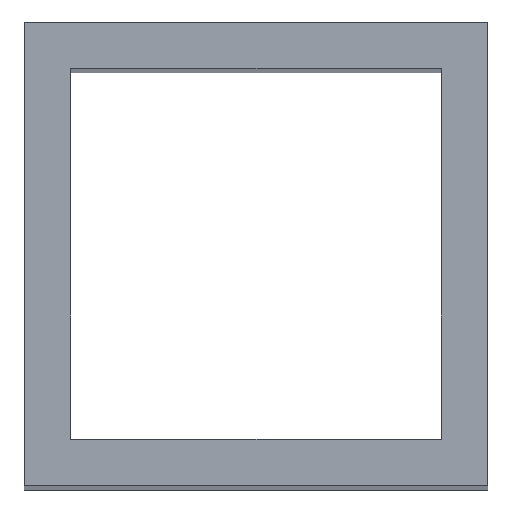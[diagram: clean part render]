
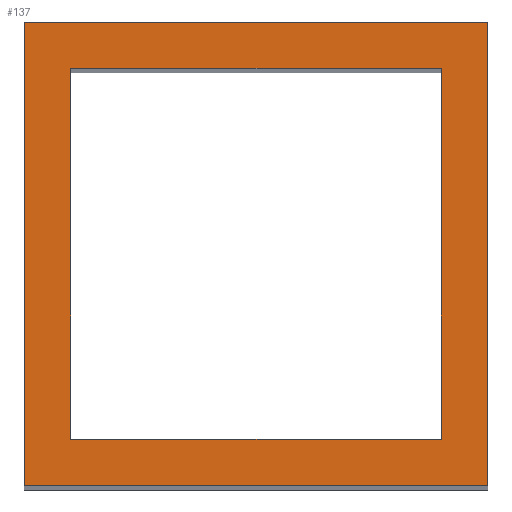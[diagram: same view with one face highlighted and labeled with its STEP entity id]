
A CAD part, top view. The second image highlights one B-rep face of the part: STEP entity #137.
In plain terms, the highlighted planar face has unit normal (0, 0, 1).
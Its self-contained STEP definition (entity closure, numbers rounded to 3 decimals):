
#5 = LINE ( 'NONE', #627, #598 ) ;
#28 = LINE ( 'NONE', #274, #353 ) ;
#37 = CARTESIAN_POINT ( 'NONE',  ( -6., -6., 80. ) ) ;
#39 = DIRECTION ( 'NONE',  ( 1., 0., 0. ) ) ;
#52 = VECTOR ( 'NONE', #378, 1000. ) ;
#70 = CARTESIAN_POINT ( 'NONE',  ( -7.5, 7.5, 80. ) ) ;
#71 = ORIENTED_EDGE ( 'NONE', *, *, #86, .T. ) ;
#73 = VERTEX_POINT ( 'NONE', #156 ) ;
#78 = FACE_OUTER_BOUND ( 'NONE', #464, .T. ) ;
#81 = DIRECTION ( 'NONE',  ( 0., -1., 0. ) ) ;
#82 = ORIENTED_EDGE ( 'NONE', *, *, #394, .F. ) ;
#85 = DIRECTION ( 'NONE',  ( -1., 0., 0. ) ) ;
#86 = EDGE_CURVE ( 'NONE', #229, #275, #399, .T. ) ;
#105 = VECTOR ( 'NONE', #230, 1000. ) ;
#108 = ORIENTED_EDGE ( 'NONE', *, *, #415, .F. ) ;
#122 = ORIENTED_EDGE ( 'NONE', *, *, #311, .T. ) ;
#137 = ADVANCED_FACE ( 'NONE', ( #605, #78 ), #375, .F. ) ;
#138 = CARTESIAN_POINT ( 'NONE',  ( -6., -6., 80. ) ) ;
#139 = VERTEX_POINT ( 'NONE', #575 ) ;
#150 = LINE ( 'NONE', #264, #368 ) ;
#156 = CARTESIAN_POINT ( 'NONE',  ( -7.5, -7.5, 80. ) ) ;
#177 = LINE ( 'NONE', #37, #565 ) ;
#178 = VECTOR ( 'NONE', #81, 1000. ) ;
#189 = EDGE_LOOP ( 'NONE', ( #108, #82, #392, #592 ) ) ;
#194 = LINE ( 'NONE', #483, #590 ) ;
#201 = EDGE_CURVE ( 'NONE', #243, #73, #405, .T. ) ;
#202 = CARTESIAN_POINT ( 'NONE',  ( 6., 6., 80. ) ) ;
#229 = VERTEX_POINT ( 'NONE', #577 ) ;
#230 = DIRECTION ( 'NONE',  ( 0., 1., 0. ) ) ;
#243 = VERTEX_POINT ( 'NONE', #70 ) ;
#258 = ORIENTED_EDGE ( 'NONE', *, *, #308, .T. ) ;
#264 = CARTESIAN_POINT ( 'NONE',  ( -7.5, -7.5, 80. ) ) ;
#274 = CARTESIAN_POINT ( 'NONE',  ( -6., 6., 80. ) ) ;
#275 = VERTEX_POINT ( 'NONE', #474 ) ;
#308 = EDGE_CURVE ( 'NONE', #275, #243, #5, .T. ) ;
#311 = EDGE_CURVE ( 'NONE', #73, #229, #150, .T. ) ;
#317 = CARTESIAN_POINT ( 'NONE',  ( -6., 6., 80. ) ) ;
#345 = LINE ( 'NONE', #439, #105 ) ;
#349 = VERTEX_POINT ( 'NONE', #317 ) ;
#353 = VECTOR ( 'NONE', #85, 1000. ) ;
#354 = EDGE_CURVE ( 'NONE', #451, #139, #177, .T. ) ;
#368 = VECTOR ( 'NONE', #39, 1000. ) ;
#369 = DIRECTION ( 'NONE',  ( 0., 0., -1. ) ) ;
#370 = AXIS2_PLACEMENT_3D ( 'NONE', #485, #369, #436 ) ;
#374 = DIRECTION ( 'NONE',  ( 1., 0., 0. ) ) ;
#375 = PLANE ( 'NONE',  #370 ) ;
#378 = DIRECTION ( 'NONE',  ( 0., 1., 0. ) ) ;
#392 = ORIENTED_EDGE ( 'NONE', *, *, #354, .F. ) ;
#394 = EDGE_CURVE ( 'NONE', #139, #612, #345, .T. ) ;
#399 = LINE ( 'NONE', #519, #52 ) ;
#405 = LINE ( 'NONE', #579, #178 ) ;
#415 = EDGE_CURVE ( 'NONE', #612, #349, #28, .T. ) ;
#429 = EDGE_CURVE ( 'NONE', #349, #451, #194, .T. ) ;
#436 = DIRECTION ( 'NONE',  ( -1., 0., 0. ) ) ;
#439 = CARTESIAN_POINT ( 'NONE',  ( 6., -6., 80. ) ) ;
#451 = VERTEX_POINT ( 'NONE', #138 ) ;
#456 = ORIENTED_EDGE ( 'NONE', *, *, #201, .T. ) ;
#464 = EDGE_LOOP ( 'NONE', ( #71, #258, #456, #122 ) ) ;
#474 = CARTESIAN_POINT ( 'NONE',  ( 7.5, 7.5, 80. ) ) ;
#479 = DIRECTION ( 'NONE',  ( -1., 0., 0. ) ) ;
#483 = CARTESIAN_POINT ( 'NONE',  ( -6., -6., 80. ) ) ;
#485 = CARTESIAN_POINT ( 'NONE',  ( 7.5, 7.5, 80. ) ) ;
#519 = CARTESIAN_POINT ( 'NONE',  ( 7.5, -7.5, 80. ) ) ;
#542 = DIRECTION ( 'NONE',  ( 0., -1., 0. ) ) ;
#565 = VECTOR ( 'NONE', #374, 1000. ) ;
#575 = CARTESIAN_POINT ( 'NONE',  ( 6., -6., 80. ) ) ;
#577 = CARTESIAN_POINT ( 'NONE',  ( 7.5, -7.5, 80. ) ) ;
#579 = CARTESIAN_POINT ( 'NONE',  ( -7.5, -7.5, 80. ) ) ;
#590 = VECTOR ( 'NONE', #542, 1000. ) ;
#592 = ORIENTED_EDGE ( 'NONE', *, *, #429, .F. ) ;
#598 = VECTOR ( 'NONE', #479, 1000. ) ;
#605 = FACE_BOUND ( 'NONE', #189, .T. ) ;
#612 = VERTEX_POINT ( 'NONE', #202 ) ;
#627 = CARTESIAN_POINT ( 'NONE',  ( -7.5, 7.5, 80. ) ) ;
